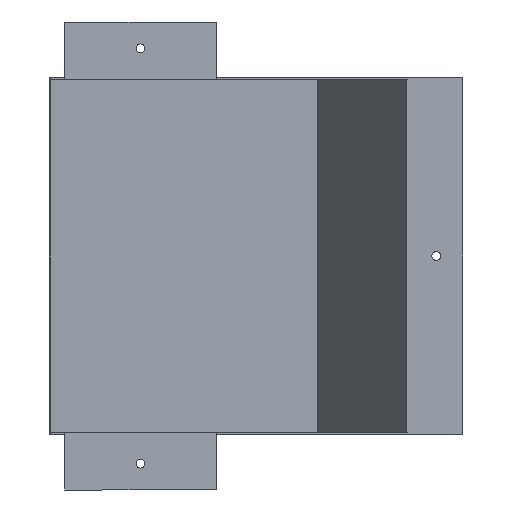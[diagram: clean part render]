
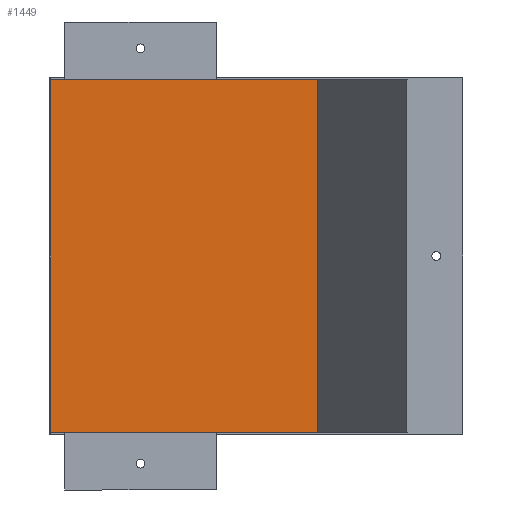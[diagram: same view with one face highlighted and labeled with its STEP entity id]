
A CAD part, front view. The second image highlights one B-rep face of the part: STEP entity #1449.
In plain terms, the highlighted planar face has unit normal (0, -1, 0).
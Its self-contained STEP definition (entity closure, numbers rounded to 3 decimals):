
#24 = AXIS2_PLACEMENT_3D ( 'NONE', #1925, #1911, #1910 ) ;
#290 = LINE ( 'NONE', #2271, #293 ) ;
#293 = VECTOR ( 'NONE', #2268, 1000. ) ;
#294 = LINE ( 'NONE', #2262, #297 ) ;
#297 = VECTOR ( 'NONE', #2260, 1000. ) ;
#298 = LINE ( 'NONE', #2258, #301 ) ;
#300 = LINE ( 'NONE', #2252, #303 ) ;
#301 = VECTOR ( 'NONE', #2255, 1000. ) ;
#303 = VECTOR ( 'NONE', #2251, 1000. ) ;
#873 = EDGE_CURVE ( 'NONE', #1192, #1236, #290, .T. ) ;
#875 = EDGE_CURVE ( 'NONE', #1231, #1222, #294, .T. ) ;
#877 = EDGE_CURVE ( 'NONE', #1236, #1222, #298, .T. ) ;
#878 = EDGE_CURVE ( 'NONE', #1231, #1192, #300, .T. ) ;
#991 = ORIENTED_EDGE ( 'NONE', *, *, #875, .T. ) ;
#1004 = ORIENTED_EDGE ( 'NONE', *, *, #873, .F. ) ;
#1005 = ORIENTED_EDGE ( 'NONE', *, *, #878, .F. ) ;
#1007 = ORIENTED_EDGE ( 'NONE', *, *, #877, .F. ) ;
#1061 = FACE_OUTER_BOUND ( 'NONE', #1286, .T. ) ;
#1192 = VERTEX_POINT ( 'NONE', #1767 ) ;
#1222 = VERTEX_POINT ( 'NONE', #1735 ) ;
#1231 = VERTEX_POINT ( 'NONE', #1726 ) ;
#1236 = VERTEX_POINT ( 'NONE', #1721 ) ;
#1286 = EDGE_LOOP ( 'NONE', ( #1007, #1004, #1005, #991 ) ) ;
#1449 = ADVANCED_FACE ( 'NONE', ( #1061 ), #1914, .T. ) ;
#1721 = CARTESIAN_POINT ( 'NONE',  ( 0.8, 130.2, -0.8 ) ) ;
#1726 = CARTESIAN_POINT ( 'NONE',  ( 152.552, 130.2, -202.2 ) ) ;
#1735 = CARTESIAN_POINT ( 'NONE',  ( 152.552, 130.2, -0.8 ) ) ;
#1767 = CARTESIAN_POINT ( 'NONE',  ( 0.8, 130.2, -202.2 ) ) ;
#1910 = DIRECTION ( 'NONE',  ( 0., 0., -1. ) ) ;
#1911 = DIRECTION ( 'NONE',  ( 0., -1., 0. ) ) ;
#1914 = PLANE ( 'NONE',  #24 ) ;
#1925 = CARTESIAN_POINT ( 'NONE',  ( 0., 130.2, -203. ) ) ;
#2251 = DIRECTION ( 'NONE',  ( -1., 0., 0. ) ) ;
#2252 = CARTESIAN_POINT ( 'NONE',  ( 0., 130.2, -202.2 ) ) ;
#2255 = DIRECTION ( 'NONE',  ( 1., 0., 0. ) ) ;
#2258 = CARTESIAN_POINT ( 'NONE',  ( 0., 130.2, -0.8 ) ) ;
#2260 = DIRECTION ( 'NONE',  ( 0., 0., 1. ) ) ;
#2262 = CARTESIAN_POINT ( 'NONE',  ( 152.552, 130.2, -203. ) ) ;
#2268 = DIRECTION ( 'NONE',  ( 0., 0., 1. ) ) ;
#2271 = CARTESIAN_POINT ( 'NONE',  ( 0.8, 130.2, -203. ) ) ;
